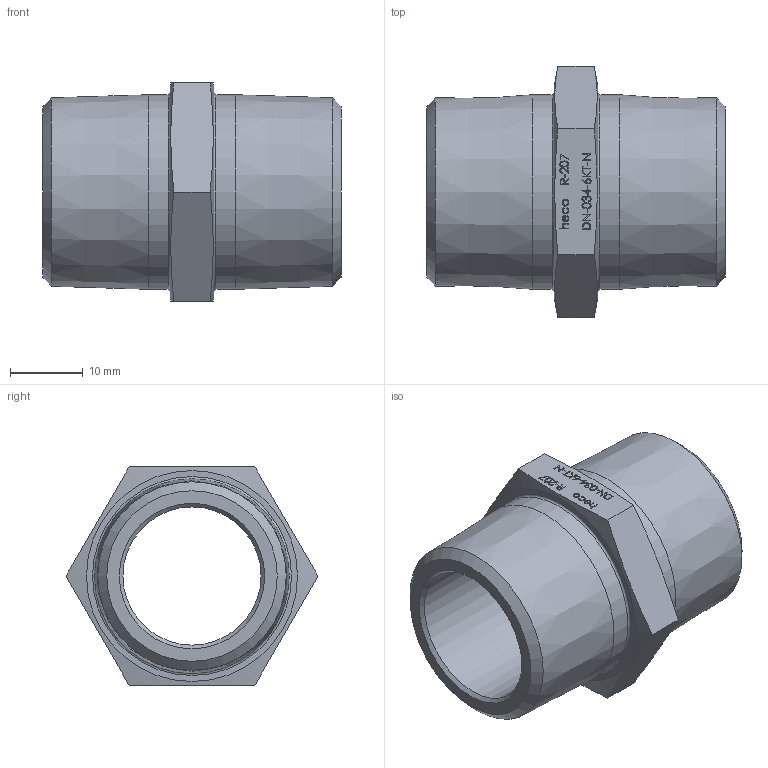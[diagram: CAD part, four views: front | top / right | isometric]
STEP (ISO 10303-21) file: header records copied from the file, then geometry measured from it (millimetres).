
FILE_DESCRIPTION (( 'STEP AP214' ), '1' );
FILE_NAME ('DN-034-6KT-N R-207 2010.STEP', '2020-11-02T11:47:22', ( '' ), ( '' ), 'SwSTEP 2.0', 'SolidWorks 2019', '' );
FILE_SCHEMA (( 'AUTOMOTIVE_DESIGN' ));
Length unit declared in the file: millimetre
Products named in the file (1): DN-034-6KT-N R-207 2010
Bounding box: 41 x 34.64 x 30.01 mm (x, y, z)
Volume: 12023.4 mm3; surface area: 6678.9 mm2
Topology: 1 solids, 1 shells, 262 faces, 683 edges, 454 vertices
Faces by surface type: plane 155, bspline 94, cone 8, cylinder 3, torus 2
Full cylindrical faces by diameter (mm): 19 x1, 26.752 x2
Entity records: 15710 total; most frequent: CARTESIAN_POINT 7436, ORIENTED_EDGE 1328, DIRECTION 818, EDGE_CURVE 664, LINE 448, VECTOR 448, VERTEX_POINT 448, EDGE_LOOP 308
